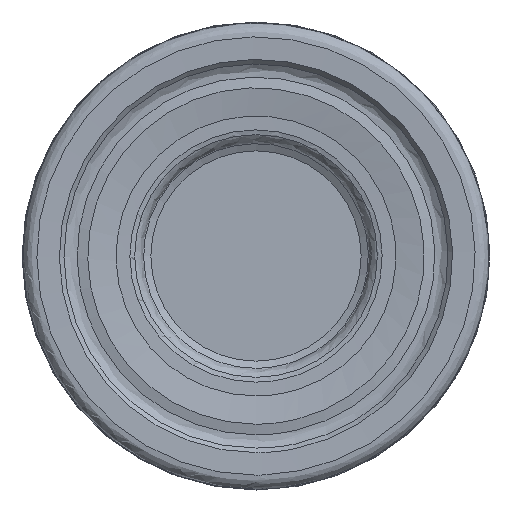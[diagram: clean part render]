
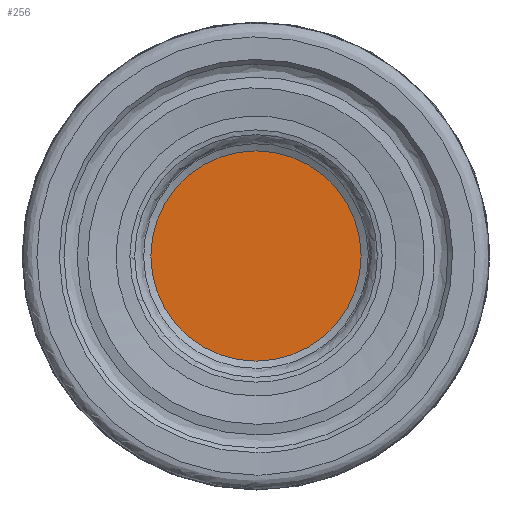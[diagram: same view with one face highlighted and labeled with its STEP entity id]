
A CAD part, left-side view. The second image highlights one B-rep face of the part: STEP entity #256.
In plain terms, the highlighted planar face has unit normal (-1, 0, 0).
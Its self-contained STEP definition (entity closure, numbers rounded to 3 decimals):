
#230=PLANE('',#624);
#233=FACE_OUTER_BOUND('',#376,.T.);
#256=ADVANCED_FACE('',(#233),#230,.F.);
#376=EDGE_LOOP('',(#446));
#446=ORIENTED_EDGE('',*,*,#539,.T.);
#504=VERTEX_POINT('',#840);
#539=EDGE_CURVE('',#504,#504,#574,.T.);
#574=CIRCLE('',#623,5.634);
#623=AXIS2_PLACEMENT_3D('',#839,#707,#708);
#624=AXIS2_PLACEMENT_3D('',#841,#709,#710);
#707=DIRECTION('',(-1.,0.,0.));
#708=DIRECTION('',(0.,0.,1.));
#709=DIRECTION('',(1.,0.,0.));
#710=DIRECTION('',(0.,0.,-1.));
#839=CARTESIAN_POINT('',(1.7,0.,0.));
#840=CARTESIAN_POINT('',(1.7,0.,5.634));
#841=CARTESIAN_POINT('',(1.7,5.634,0.));
